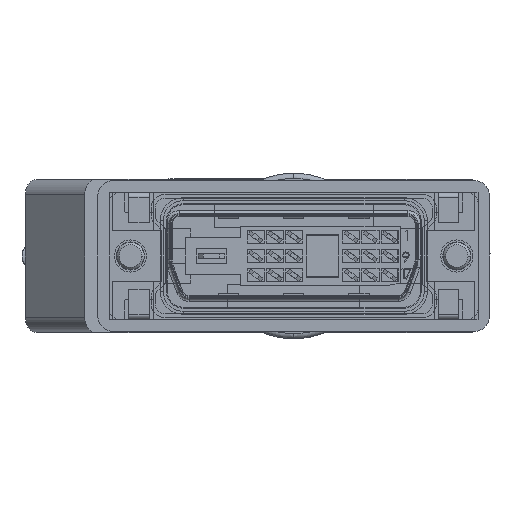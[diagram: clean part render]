
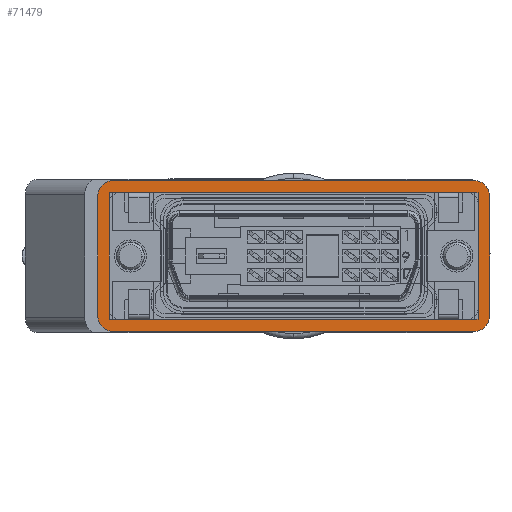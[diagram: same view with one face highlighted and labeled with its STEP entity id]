
A CAD part, front view. The second image highlights one B-rep face of the part: STEP entity #71479.
In plain terms, the highlighted face is planar.
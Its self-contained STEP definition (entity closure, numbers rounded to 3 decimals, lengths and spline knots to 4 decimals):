
#18909 = DIRECTION ( 'NONE',  ( 1., 0., 0. ) ) ;
#18910 = VECTOR ( 'NONE', #18909, 39.3701 ) ;
#18912 = CARTESIAN_POINT ( 'NONE',  ( 0.7677, -0.2953, 0. ) ) ;
#18914 = LINE ( 'NONE', #18912, #18910 ) ;
#18950 = CARTESIAN_POINT ( 'NONE',  ( -0.7087, -0.2953, 0. ) ) ;
#19016 = CARTESIAN_POINT ( 'NONE',  ( 0.7087, -0.2953, 0. ) ) ;
#19256 = CARTESIAN_POINT ( 'NONE',  ( 0.7677, 0.2362, 0. ) ) ;
#19323 = CARTESIAN_POINT ( 'NONE',  ( 0.7677, -0.2362, 0. ) ) ;
#19600 = DIRECTION ( 'NONE',  ( 0., 1., 0. ) ) ;
#19602 = VECTOR ( 'NONE', #19600, 39.3701 ) ;
#19604 = CARTESIAN_POINT ( 'NONE',  ( 0.7677, 0.2953, 0. ) ) ;
#19606 = LINE ( 'NONE', #19604, #19602 ) ;
#19650 = CARTESIAN_POINT ( 'NONE',  ( 0.7087, 0.2953, 0. ) ) ;
#19688 = CARTESIAN_POINT ( 'NONE',  ( -0.7087, 0.2953, 0. ) ) ;
#19820 = DIRECTION ( 'NONE',  ( -1., 0., 0. ) ) ;
#19821 = VECTOR ( 'NONE', #19820, 39.3701 ) ;
#19822 = CARTESIAN_POINT ( 'NONE',  ( 0.7677, 0.2953, 0. ) ) ;
#19824 = LINE ( 'NONE', #19822, #19821 ) ;
#19890 = CARTESIAN_POINT ( 'NONE',  ( -0.7677, 0.2362, 0. ) ) ;
#19910 = CARTESIAN_POINT ( 'NONE',  ( -0.7677, -0.2362, 0. ) ) ;
#20008 = CIRCLE ( 'NONE', #20102, 0.0591 ) ;
#20015 = CARTESIAN_POINT ( 'NONE',  ( 0.7224, 0.248, 0. ) ) ;
#20023 = DIRECTION ( 'NONE',  ( 0., 0., -1. ) ) ;
#20024 = CARTESIAN_POINT ( 'NONE',  ( 0.7677, -0.2953, 0. ) ) ;
#20066 = DIRECTION ( 'NONE',  ( 1., 0., 0. ) ) ;
#20068 = VECTOR ( 'NONE', #20066, 39.3701 ) ;
#20069 = CARTESIAN_POINT ( 'NONE',  ( 0.2756, 0.248, 0. ) ) ;
#20073 = CARTESIAN_POINT ( 'NONE',  ( -0.7224, -0.248, 0. ) ) ;
#20075 = LINE ( 'NONE', #20073, #20180 ) ;
#20077 = DIRECTION ( 'NONE',  ( -1., 0., 0. ) ) ;
#20079 = LINE ( 'NONE', #20069, #20068 ) ;
#20084 = CARTESIAN_POINT ( 'NONE',  ( -0.7224, 0.248, 0. ) ) ;
#20085 = DIRECTION ( 'NONE',  ( 0., -1., 0. ) ) ;
#20087 = CARTESIAN_POINT ( 'NONE',  ( -0.7677, 0.2953, 0. ) ) ;
#20091 = FACE_OUTER_BOUND ( 'NONE', #71484, .T. ) ;
#20092 = DIRECTION ( 'NONE',  ( -1., 0., 0. ) ) ;
#20093 = DIRECTION ( 'NONE',  ( 0., 0., -1. ) ) ;
#20095 = CARTESIAN_POINT ( 'NONE',  ( 0.7087, 0.2362, 0. ) ) ;
#20098 = AXIS2_PLACEMENT_3D ( 'NONE', #20024, #20023, #20077 ) ;
#20099 = DIRECTION ( 'NONE',  ( -1., 0., 0. ) ) ;
#20100 = DIRECTION ( 'NONE',  ( 0., 0., -1. ) ) ;
#20102 = AXIS2_PLACEMENT_3D ( 'NONE', #20110, #20100, #20099 ) ;
#20104 = FACE_BOUND ( 'NONE', #71496, .T. ) ;
#20106 = CARTESIAN_POINT ( 'NONE',  ( 0.7224, -0.248, 0. ) ) ;
#20108 = PLANE ( 'NONE',  #20098 ) ;
#20110 = CARTESIAN_POINT ( 'NONE',  ( -0.7087, 0.2362, 0. ) ) ;
#20113 = CIRCLE ( 'NONE', #20123, 0.0591 ) ;
#20117 = CARTESIAN_POINT ( 'NONE',  ( -0.7224, -0.248, 0. ) ) ;
#20123 = AXIS2_PLACEMENT_3D ( 'NONE', #20095, #20093, #20092 ) ;
#20162 = DIRECTION ( 'NONE',  ( 0., -1., 0. ) ) ;
#20163 = VECTOR ( 'NONE', #20162, 39.3701 ) ;
#20164 = CARTESIAN_POINT ( 'NONE',  ( 0.7224, -0.248, 0. ) ) ;
#20167 = VECTOR ( 'NONE', #20085, 39.3701 ) ;
#20174 = LINE ( 'NONE', #20164, #20163 ) ;
#20176 = LINE ( 'NONE', #20087, #20167 ) ;
#20178 = DIRECTION ( 'NONE',  ( 0., 1., 0. ) ) ;
#20180 = VECTOR ( 'NONE', #20178, 39.3701 ) ;
#20318 = CARTESIAN_POINT ( 'NONE',  ( -0.7087, -0.2362, 0. ) ) ;
#20340 = DIRECTION ( 'NONE',  ( -1., 0., 0. ) ) ;
#20341 = DIRECTION ( 'NONE',  ( 0., 0., -1. ) ) ;
#20342 = AXIS2_PLACEMENT_3D ( 'NONE', #20358, #20341, #20340 ) ;
#20351 = DIRECTION ( 'NONE',  ( -1., 0., 0. ) ) ;
#20352 = DIRECTION ( 'NONE',  ( 0., 0., -1. ) ) ;
#20358 = CARTESIAN_POINT ( 'NONE',  ( 0.7087, -0.2362, 0. ) ) ;
#20362 = DIRECTION ( 'NONE',  ( -1., 0., 0. ) ) ;
#20363 = VECTOR ( 'NONE', #20362, 39.3701 ) ;
#20366 = CARTESIAN_POINT ( 'NONE',  ( 0.2756, -0.248, 0. ) ) ;
#20367 = LINE ( 'NONE', #20366, #20363 ) ;
#20373 = AXIS2_PLACEMENT_3D ( 'NONE', #20318, #20352, #20351 ) ;
#20374 = CIRCLE ( 'NONE', #20342, 0.0591 ) ;
#20381 = CIRCLE ( 'NONE', #20373, 0.0591 ) ;
#71165 = EDGE_CURVE ( 'NONE', #71167, #71174, #18914, .T. ) ;
#71167 = VERTEX_POINT ( 'NONE', #18950 ) ;
#71174 = VERTEX_POINT ( 'NONE', #19016 ) ;
#71247 = VERTEX_POINT ( 'NONE', #19256 ) ;
#71262 = VERTEX_POINT ( 'NONE', #19323 ) ;
#71317 = EDGE_CURVE ( 'NONE', #71262, #71247, #19606, .T. ) ;
#71347 = VERTEX_POINT ( 'NONE', #19650 ) ;
#71410 = EDGE_CURVE ( 'NONE', #71347, #71422, #19824, .T. ) ;
#71422 = VERTEX_POINT ( 'NONE', #19688 ) ;
#71427 = VERTEX_POINT ( 'NONE', #19910 ) ;
#71443 = VERTEX_POINT ( 'NONE', #19890 ) ;
#71471 = EDGE_CURVE ( 'NONE', #71443, #71422, #20008, .T. ) ;
#71472 = ORIENTED_EDGE ( 'NONE', *, *, #71552, .T. ) ;
#71473 = EDGE_CURVE ( 'NONE', #71347, #71247, #20113, .T. ) ;
#71475 = VERTEX_POINT ( 'NONE', #20015 ) ;
#71476 = VERTEX_POINT ( 'NONE', #20106 ) ;
#71477 = ORIENTED_EDGE ( 'NONE', *, *, #71410, .F. ) ;
#71479 = ADVANCED_FACE ( 'NONE', ( #20104, #20091 ), #20108, .T. ) ;
#71480 = VERTEX_POINT ( 'NONE', #20117 ) ;
#71481 = ORIENTED_EDGE ( 'NONE', *, *, #71491, .F. ) ;
#71482 = EDGE_CURVE ( 'NONE', #71487, #71475, #20079, .T. ) ;
#71483 = ORIENTED_EDGE ( 'NONE', *, *, #71486, .F. ) ;
#71484 = EDGE_LOOP ( 'NONE', ( #71477, #71550, #71556, #71555, #71535, #71472, #71539, #71538 ) ) ;
#71485 = ORIENTED_EDGE ( 'NONE', *, *, #71482, .F. ) ;
#71486 = EDGE_CURVE ( 'NONE', #71480, #71487, #20075, .T. ) ;
#71487 = VERTEX_POINT ( 'NONE', #20084 ) ;
#71490 = EDGE_CURVE ( 'NONE', #71443, #71427, #20176, .T. ) ;
#71491 = EDGE_CURVE ( 'NONE', #71475, #71476, #20174, .T. ) ;
#71496 = EDGE_LOOP ( 'NONE', ( #71481, #71485, #71483, #71551 ) ) ;
#71535 = ORIENTED_EDGE ( 'NONE', *, *, #71165, .F. ) ;
#71538 = ORIENTED_EDGE ( 'NONE', *, *, #71471, .T. ) ;
#71539 = ORIENTED_EDGE ( 'NONE', *, *, #71490, .F. ) ;
#71549 = EDGE_CURVE ( 'NONE', #71476, #71480, #20367, .T. ) ;
#71550 = ORIENTED_EDGE ( 'NONE', *, *, #71473, .T. ) ;
#71551 = ORIENTED_EDGE ( 'NONE', *, *, #71549, .F. ) ;
#71552 = EDGE_CURVE ( 'NONE', #71167, #71427, #20381, .T. ) ;
#71554 = EDGE_CURVE ( 'NONE', #71262, #71174, #20374, .T. ) ;
#71555 = ORIENTED_EDGE ( 'NONE', *, *, #71554, .T. ) ;
#71556 = ORIENTED_EDGE ( 'NONE', *, *, #71317, .F. ) ;
